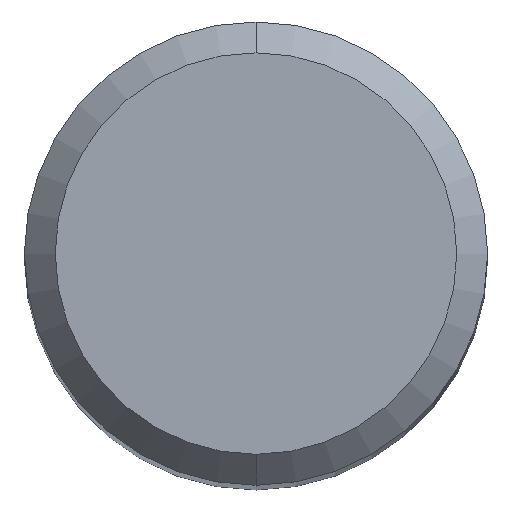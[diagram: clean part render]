
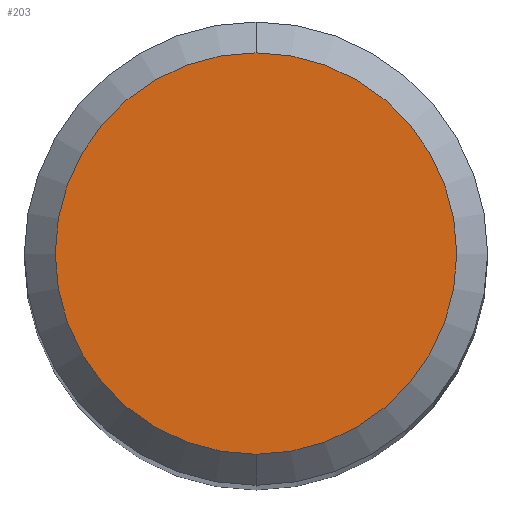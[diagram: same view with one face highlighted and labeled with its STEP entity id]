
A CAD part, top view. The second image highlights one B-rep face of the part: STEP entity #203.
In plain terms, the highlighted planar face has unit normal (0, 0, 1).
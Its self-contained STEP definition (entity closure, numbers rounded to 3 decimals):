
#127=VERTEX_POINT('',#285);
#185=EDGE_CURVE('',#223,#127,#350,.T.);
#203=ADVANCED_FACE('',(#369),#370,.T.);
#205=EDGE_CURVE('',#127,#223,#372,.T.);
#223=VERTEX_POINT('',#391);
#285=CARTESIAN_POINT('',(0.0,2.6,0.0));
#350=CIRCLE('',#535,2.6);
#369=FACE_OUTER_BOUND('',#559,.T.);
#370=PLANE('',#560);
#372=CIRCLE('',#563,2.6);
#391=CARTESIAN_POINT('',(0.,-2.6,0.0));
#535=AXIS2_PLACEMENT_3D('',#743,#744,#745);
#559=EDGE_LOOP('',(#759,#760));
#560=AXIS2_PLACEMENT_3D('',#761,#762,#763);
#563=AXIS2_PLACEMENT_3D('',#764,#765,#766);
#743=CARTESIAN_POINT('',(0.0,0.0,0.0));
#744=DIRECTION('',(0.0,0.0,-1.0));
#745=DIRECTION('',(0.0,1.0,0.0));
#759=ORIENTED_EDGE('',*,*,#205,.F.);
#760=ORIENTED_EDGE('',*,*,#185,.F.);
#761=CARTESIAN_POINT('',(0.0,1.3,0.0));
#762=DIRECTION('',(-0.0,0.0,1.0));
#763=DIRECTION('',(0.0,-1.0,0.0));
#764=CARTESIAN_POINT('',(0.0,0.0,0.0));
#765=DIRECTION('',(0.0,0.0,-1.0));
#766=DIRECTION('',(0.0,1.0,0.0));
